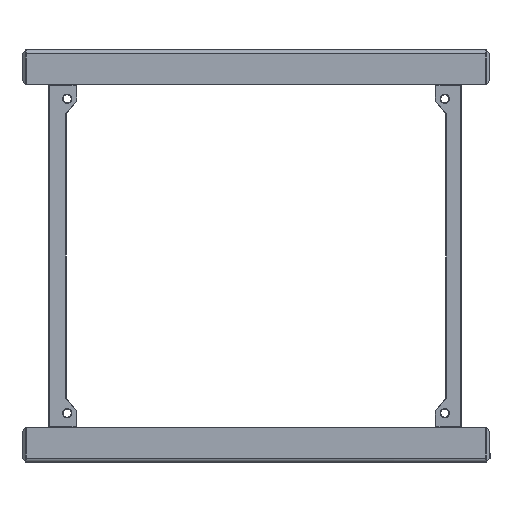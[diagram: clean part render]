
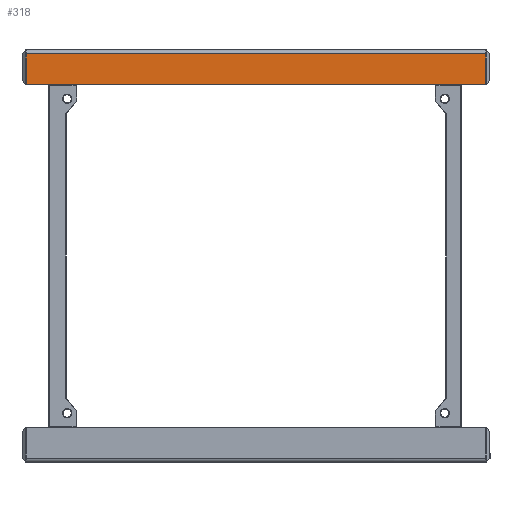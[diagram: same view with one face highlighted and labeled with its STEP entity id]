
A CAD part, left-side view. The second image highlights one B-rep face of the part: STEP entity #318.
In plain terms, the highlighted planar face has unit normal (-1, 0, 0).
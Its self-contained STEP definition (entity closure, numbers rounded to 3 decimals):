
#318=ADVANCED_FACE('',(#1356),#1358,.F.);
#1356=FACE_BOUND('',#1357,.T.);
#1357=EDGE_LOOP('',(#8349,#8350,#8351,#8352));
#1358=PLANE('',#1359);
#1359=AXIS2_PLACEMENT_3D('',#1360,#1361,#1362);
#1360=CARTESIAN_POINT('',(-50.,113.5,-50.));
#1361=DIRECTION('',(1.,0.,0.));
#1362=DIRECTION('',(0.,0.,-1.));
#8349=ORIENTED_EDGE('',*,*,#11919,.T.);
#8350=ORIENTED_EDGE('',*,*,#11920,.T.);
#8351=ORIENTED_EDGE('',*,*,#11921,.T.);
#8352=ORIENTED_EDGE('',*,*,#11922,.T.);
#11919=EDGE_CURVE('',#13912,#13913,#13914,.T.);
#11920=EDGE_CURVE('',#13913,#13915,#13916,.T.);
#11921=EDGE_CURVE('',#13915,#13917,#13918,.T.);
#11922=EDGE_CURVE('',#13917,#13912,#13919,.T.);
#13912=VERTEX_POINT('',#17336);
#13913=VERTEX_POINT('',#17337);
#13914=LINE('',#17338,#17339);
#13915=VERTEX_POINT('',#17341);
#13916=LINE('',#17342,#17343);
#13917=VERTEX_POINT('',#17345);
#13918=LINE('',#17346,#17347);
#13919=LINE('',#17349,#17350);
#17336=CARTESIAN_POINT('',(-50.,112.448,-49.));
#17337=CARTESIAN_POINT('',(-50.,1.052,-49.));
#17338=CARTESIAN_POINT('',(-50.,112.448,-49.));
#17339=VECTOR('',#17340,1.);
#17340=DIRECTION('',(0.,-1.,0.));
#17341=CARTESIAN_POINT('',(-50.,1.052,-41.625));
#17342=CARTESIAN_POINT('',(-50.,1.052,-49.));
#17343=VECTOR('',#17344,1.);
#17344=DIRECTION('',(0.,0.,1.));
#17345=CARTESIAN_POINT('',(-50.,112.448,-41.625));
#17346=CARTESIAN_POINT('',(-50.,1.052,-41.625));
#17347=VECTOR('',#17348,1.);
#17348=DIRECTION('',(0.,1.,0.));
#17349=CARTESIAN_POINT('',(-50.,112.448,-41.625));
#17350=VECTOR('',#17351,1.);
#17351=DIRECTION('',(0.,0.,-1.));
